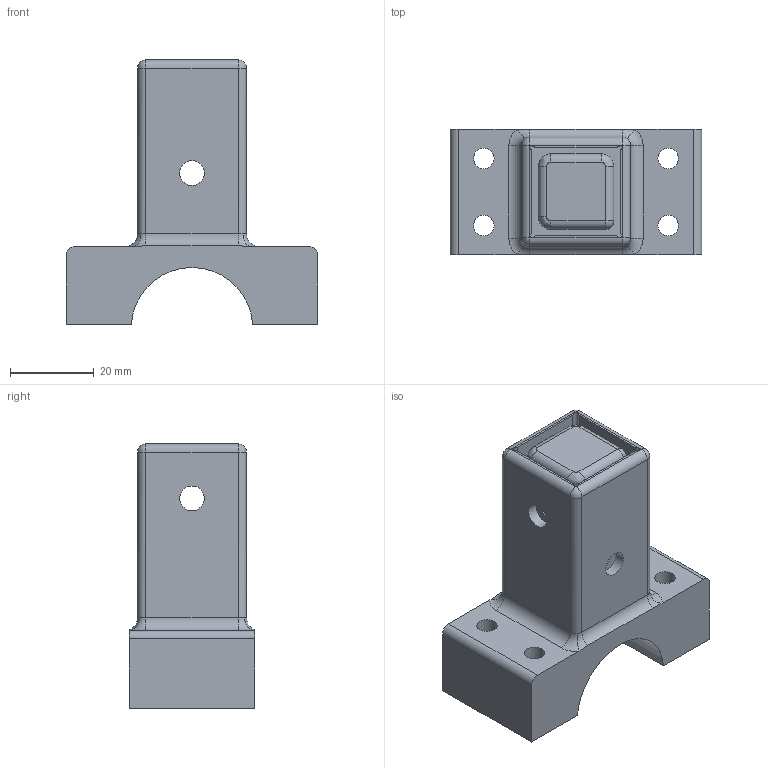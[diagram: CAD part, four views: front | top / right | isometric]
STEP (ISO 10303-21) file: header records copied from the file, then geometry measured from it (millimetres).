
FILE_DESCRIPTION(/* description */ (''),/* implementation_level */ '2;1');
FILE_NAME(/* name */ '2_Connettore_inf_sup_ipt_41e41281.STEP',/* time_stamp */ '2020-02-10T12:18:20+01:00',/* author */ ('socci'),/* organization */ (''),/* preprocessor_version */ 'ST-DEVELOPER v18',/* originating_system */ 'Autodesk Inventor 2020',/* authorisation */ '');
FILE_SCHEMA (('AUTOMOTIVE_DESIGN { 1 0 10303 214 3 1 1 }'));
Length unit declared in the file: millimetre
Products named in the file (1): 2_Connettore_inf_sup
Bounding box: 60 x 30 x 63 mm (x, y, z)
Volume: 46490.9 mm3; surface area: 18656.4 mm2
Topology: 1 solids, 1 shells, 91 faces, 231 edges, 143 vertices
Faces by surface type: cylinder 45, plane 30, torus 8, sphere 5, bspline 3
Full cylindrical faces by diameter (mm): 4.9 x4, 5.9 x6
Entity records: 2867 total; most frequent: DIRECTION 526, CARTESIAN_POINT 510, ORIENTED_EDGE 462, EDGE_CURVE 231, AXIS2_PLACEMENT_3D 210, VERTEX_POINT 143, CIRCLE 121, EDGE_LOOP 112
